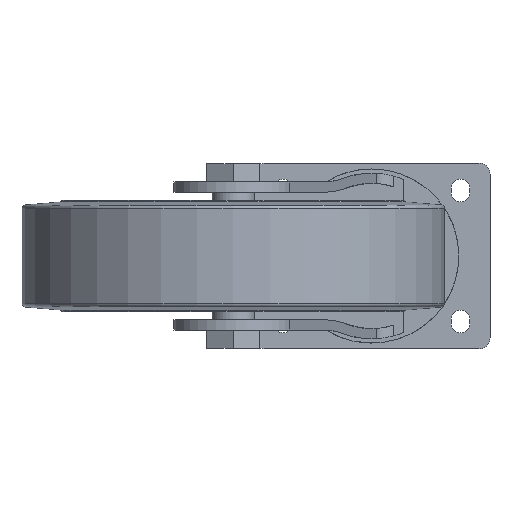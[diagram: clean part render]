
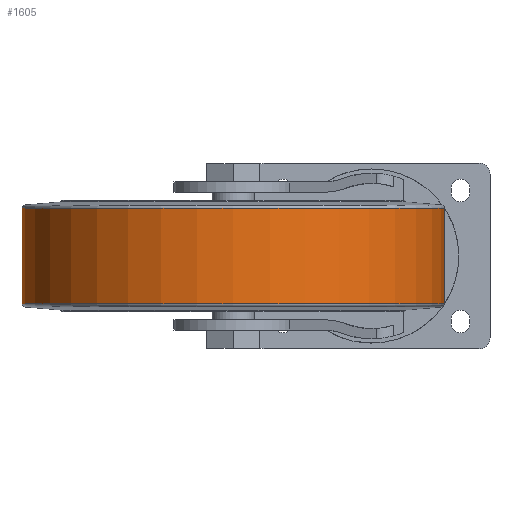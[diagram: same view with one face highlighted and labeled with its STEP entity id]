
A CAD part, front view. The second image highlights one B-rep face of the part: STEP entity #1605.
In plain terms, the highlighted cylindrical face has radius 125 mm (diameter 250 mm), a full revolution.
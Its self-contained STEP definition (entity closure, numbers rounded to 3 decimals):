
#748=ORIENTED_EDGE('',*,*,#962,.T.);
#749=ORIENTED_EDGE('',*,*,#961,.F.);
#961=EDGE_CURVE('',#1112,#1112,#1189,.T.);
#962=EDGE_CURVE('',#1113,#1113,#1190,.T.);
#1112=VERTEX_POINT('',#2761);
#1113=VERTEX_POINT('',#2764);
#1189=CIRCLE('',#1796,125.);
#1190=CIRCLE('',#1798,125.);
#1329=EDGE_LOOP('',(#748));
#1330=EDGE_LOOP('',(#749));
#1473=FACE_BOUND('',#1329,.T.);
#1474=FACE_BOUND('',#1330,.T.);
#1511=CYLINDRICAL_SURFACE('',#1797,125.);
#1605=ADVANCED_FACE('',(#1473,#1474),#1511,.T.);
#1796=AXIS2_PLACEMENT_3D('',#2760,#2274,#2275);
#1797=AXIS2_PLACEMENT_3D('',#2762,#2276,#2277);
#1798=AXIS2_PLACEMENT_3D('',#2763,#2278,#2279);
#2274=DIRECTION('',(0.,0.,-1.));
#2275=DIRECTION('',(-1.,0.,0.));
#2276=DIRECTION('',(0.,0.,-1.));
#2277=DIRECTION('',(-1.,0.,0.));
#2278=DIRECTION('',(0.,0.,-1.));
#2279=DIRECTION('',(-1.,0.,0.));
#2760=CARTESIAN_POINT('',(0.,0.,-28.351));
#2761=CARTESIAN_POINT('',(-125.,0.,-28.351));
#2762=CARTESIAN_POINT('',(0.,0.,-30.));
#2763=CARTESIAN_POINT('',(0.,0.,28.351));
#2764=CARTESIAN_POINT('',(-125.,0.,28.351));
